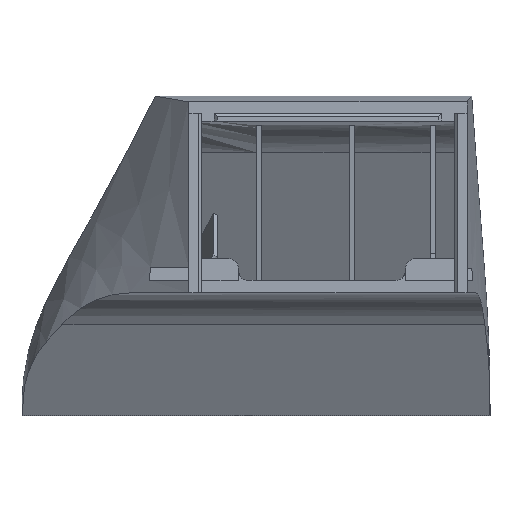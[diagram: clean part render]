
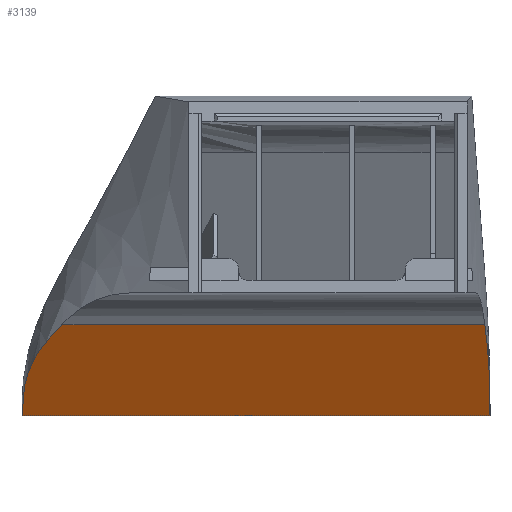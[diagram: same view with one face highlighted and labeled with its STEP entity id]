
A CAD part, front view. The second image highlights one B-rep face of the part: STEP entity #3139.
In plain terms, the highlighted planar face has unit normal (0, -0.866, -0.5).
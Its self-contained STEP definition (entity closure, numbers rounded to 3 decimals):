
#161=B_SPLINE_CURVE_WITH_KNOTS('',3,(#4867,#4868,#4869,#4870,#4871,#4872,
#4873,#4874,#4875,#4876,#4877,#4878),.UNSPECIFIED.,.F.,.F.,(4,2,2,2,2,4),
(-4.261,-3.556,-3.011,-2.312,
-1.517,-0.967),.UNSPECIFIED.);
#199=B_SPLINE_CURVE_WITH_KNOTS('',3,(#5672,#5673,#5674,#5675,#5676,#5677,
#5678,#5679,#5680,#5681),.UNSPECIFIED.,.F.,.F.,(4,2,2,2,4),(-1.613,
-1.393,-1.021,-0.653,0.),
 .UNSPECIFIED.);
#363=FACE_OUTER_BOUND('',#531,.T.);
#531=EDGE_LOOP('',(#2669,#2670,#2671,#2672));
#845=LINE('',#5691,#1155);
#846=LINE('',#5692,#1156);
#1155=VECTOR('',#3944,10.);
#1156=VECTOR('',#3945,10.);
#1336=VERTEX_POINT('',#4864);
#1337=VERTEX_POINT('',#4866);
#1483=VERTEX_POINT('',#5662);
#1484=VERTEX_POINT('',#5671);
#1697=EDGE_CURVE('',#1336,#1337,#161,.T.);
#1911=EDGE_CURVE('',#1483,#1484,#199,.T.);
#1916=EDGE_CURVE('',#1337,#1483,#845,.T.);
#1917=EDGE_CURVE('',#1484,#1336,#846,.T.);
#2669=ORIENTED_EDGE('',*,*,#1916,.F.);
#2670=ORIENTED_EDGE('',*,*,#1697,.F.);
#2671=ORIENTED_EDGE('',*,*,#1917,.F.);
#2672=ORIENTED_EDGE('',*,*,#1911,.F.);
#2985=PLANE('',#3341);
#3139=ADVANCED_FACE('',(#363),#2985,.F.);
#3341=AXIS2_PLACEMENT_3D('',#5690,#3942,#3943);
#3942=DIRECTION('center_axis',(0.,0.866,0.5));
#3943=DIRECTION('ref_axis',(0.,-0.5,0.866));
#3944=DIRECTION('',(1.,0.,0.));
#3945=DIRECTION('',(-1.,0.,0.));
#4864=CARTESIAN_POINT('',(-51.38,25.366,-14.583));
#4866=CARTESIAN_POINT('',(-45.059,17.05,-0.179));
#4867=CARTESIAN_POINT('Ctrl Pts',(-51.38,25.366,-14.583));
#4868=CARTESIAN_POINT('Ctrl Pts',(-51.38,24.736,-13.492));
#4869=CARTESIAN_POINT('Ctrl Pts',(-51.326,24.091,-12.374));
#4870=CARTESIAN_POINT('Ctrl Pts',(-51.092,22.978,-10.446));
#4871=CARTESIAN_POINT('Ctrl Pts',(-50.941,22.491,-9.602));
#4872=CARTESIAN_POINT('Ctrl Pts',(-50.437,21.402,-7.717));
#4873=CARTESIAN_POINT('Ctrl Pts',(-50.047,20.82,-6.709));
#4874=CARTESIAN_POINT('Ctrl Pts',(-48.885,19.597,-4.591));
#4875=CARTESIAN_POINT('Ctrl Pts',(-48.118,19.01,-3.574));
#4876=CARTESIAN_POINT('Ctrl Pts',(-46.562,17.972,-1.776));
#4877=CARTESIAN_POINT('Ctrl Pts',(-45.851,17.533,-1.016));
#4878=CARTESIAN_POINT('Ctrl Pts',(-45.059,17.05,-0.179));
#5662=CARTESIAN_POINT('',(21.8,17.05,-0.179));
#5671=CARTESIAN_POINT('',(22.62,25.366,-14.583));
#5672=CARTESIAN_POINT('Ctrl Pts',(21.8,17.05,-0.179));
#5673=CARTESIAN_POINT('Ctrl Pts',(21.884,17.428,-0.834));
#5674=CARTESIAN_POINT('Ctrl Pts',(21.979,17.866,-1.593));
#5675=CARTESIAN_POINT('Ctrl Pts',(22.182,18.885,-3.357));
#5676=CARTESIAN_POINT('Ctrl Pts',(22.28,19.474,-4.378));
#5677=CARTESIAN_POINT('Ctrl Pts',(22.439,20.738,-6.566));
#5678=CARTESIAN_POINT('Ctrl Pts',(22.493,21.362,-7.648));
#5679=CARTESIAN_POINT('Ctrl Pts',(22.598,23.09,-10.64));
#5680=CARTESIAN_POINT('Ctrl Pts',(22.62,24.277,-12.697));
#5681=CARTESIAN_POINT('Ctrl Pts',(22.62,25.366,-14.583));
#5690=CARTESIAN_POINT('Origin',(0.,25.366,-14.583));
#5691=CARTESIAN_POINT('',(-18.221,17.05,-0.179));
#5692=CARTESIAN_POINT('',(-7.19,25.366,-14.583));
